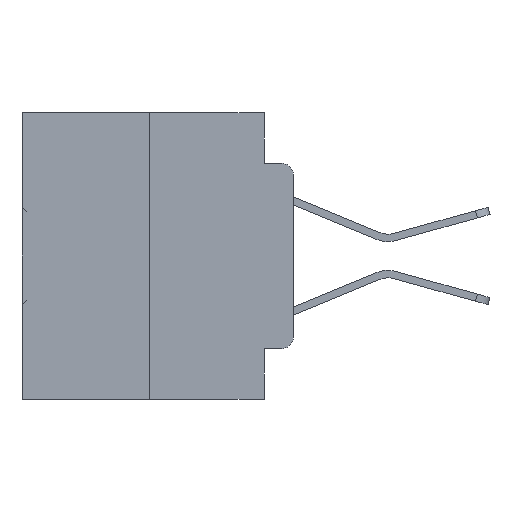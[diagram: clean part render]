
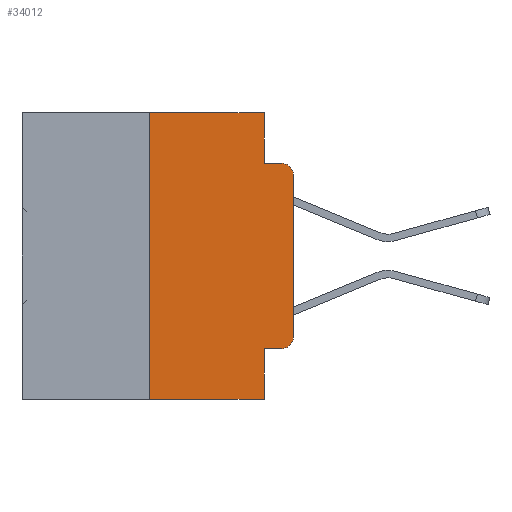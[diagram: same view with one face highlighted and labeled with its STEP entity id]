
A CAD part, left-side view. The second image highlights one B-rep face of the part: STEP entity #34012.
In plain terms, the highlighted planar face has unit normal (-1, 0, 0).
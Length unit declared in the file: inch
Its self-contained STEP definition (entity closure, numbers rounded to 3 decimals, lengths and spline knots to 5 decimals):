
#761 = ORIENTED_EDGE ( 'NONE', *, *, #25872, .F. ) ;
#1336 = CARTESIAN_POINT ( 'NONE',  ( 0., 0.473, 0. ) ) ;
#1744 = VECTOR ( 'NONE', #13051, 39.37008 ) ;
#1888 = DIRECTION ( 'NONE',  ( 0., 0., -1. ) ) ;
#3021 = CARTESIAN_POINT ( 'NONE',  ( 0., 0.473, 0. ) ) ;
#3937 = LINE ( 'NONE', #19064, #30228 ) ;
#4193 = DIRECTION ( 'NONE',  ( 1., 0., 0. ) ) ;
#4324 = ORIENTED_EDGE ( 'NONE', *, *, #8404, .F. ) ;
#4907 = CARTESIAN_POINT ( 'NONE',  ( 0., 0.02, -0.1085 ) ) ;
#5745 = VECTOR ( 'NONE', #1888, 39.37008 ) ;
#6238 = VECTOR ( 'NONE', #32903, 39.37008 ) ;
#6306 = CARTESIAN_POINT ( 'NONE',  ( 0., 0.051, -0.0885 ) ) ;
#6382 = VECTOR ( 'NONE', #18344, 39.37008 ) ;
#6997 = VERTEX_POINT ( 'NONE', #21640 ) ;
#7658 = DIRECTION ( 'NONE',  ( 0., 0., -1. ) ) ;
#8399 = CIRCLE ( 'NONE', #33919, 0.02 ) ;
#8404 = EDGE_CURVE ( 'NONE', #19939, #6997, #3937, .T. ) ;
#8806 = CARTESIAN_POINT ( 'NONE',  ( 0., 0., -0.3915 ) ) ;
#9614 = FACE_OUTER_BOUND ( 'NONE', #20029, .T. ) ;
#9860 = DIRECTION ( 'NONE',  ( 0., 0., 1. ) ) ;
#10292 = CARTESIAN_POINT ( 'NONE',  ( 0., 0.051, 0. ) ) ;
#10364 = ORIENTED_EDGE ( 'NONE', *, *, #28815, .F. ) ;
#10717 = CIRCLE ( 'NONE', #19694, 0.02 ) ;
#10771 = VERTEX_POINT ( 'NONE', #10292 ) ;
#11258 = ORIENTED_EDGE ( 'NONE', *, *, #33532, .F. ) ;
#12123 = CARTESIAN_POINT ( 'NONE',  ( 0., 0.02, -0.3915 ) ) ;
#12842 = CARTESIAN_POINT ( 'NONE',  ( 0., 0.473, -0.5 ) ) ;
#13051 = DIRECTION ( 'NONE',  ( 0., -1., 0. ) ) ;
#13617 = VERTEX_POINT ( 'NONE', #8806 ) ;
#13639 = VERTEX_POINT ( 'NONE', #19835 ) ;
#13930 = LINE ( 'NONE', #18594, #19445 ) ;
#13952 = ORIENTED_EDGE ( 'NONE', *, *, #20189, .T. ) ;
#14900 = DIRECTION ( 'NONE',  ( 0., 0., -1. ) ) ;
#15136 = ORIENTED_EDGE ( 'NONE', *, *, #28590, .T. ) ;
#15292 = CARTESIAN_POINT ( 'NONE',  ( 0., 0.02, -0.4115 ) ) ;
#16454 = LINE ( 'NONE', #34466, #1744 ) ;
#18015 = LINE ( 'NONE', #23437, #22677 ) ;
#18344 = DIRECTION ( 'NONE',  ( 0., -1., 0. ) ) ;
#18555 = ORIENTED_EDGE ( 'NONE', *, *, #23404, .F. ) ;
#18594 = CARTESIAN_POINT ( 'NONE',  ( 0., 0.051, -0.4115 ) ) ;
#19064 = CARTESIAN_POINT ( 'NONE',  ( 0., 0.051, 0. ) ) ;
#19445 = VECTOR ( 'NONE', #26563, 39.37008 ) ;
#19694 = AXIS2_PLACEMENT_3D ( 'NONE', #12123, #30941, #14900 ) ;
#19835 = CARTESIAN_POINT ( 'NONE',  ( 0., 0., -0.1085 ) ) ;
#19939 = VERTEX_POINT ( 'NONE', #32922 ) ;
#20029 = EDGE_LOOP ( 'NONE', ( #31881, #15136, #11258, #18555, #10364, #761, #32297, #4324, #13952, #22879 ) ) ;
#20189 = EDGE_CURVE ( 'NONE', #19939, #30264, #13930, .T. ) ;
#20405 = VERTEX_POINT ( 'NONE', #32890 ) ;
#20627 = LINE ( 'NONE', #21376, #33918 ) ;
#21372 = AXIS2_PLACEMENT_3D ( 'NONE', #1336, #4193, #23332 ) ;
#21376 = CARTESIAN_POINT ( 'NONE',  ( 0., 0., 0. ) ) ;
#21640 = CARTESIAN_POINT ( 'NONE',  ( 0., 0.051, -0.5 ) ) ;
#22319 = VERTEX_POINT ( 'NONE', #30442 ) ;
#22411 = VERTEX_POINT ( 'NONE', #6306 ) ;
#22677 = VECTOR ( 'NONE', #9860, 39.37008 ) ;
#22879 = ORIENTED_EDGE ( 'NONE', *, *, #30787, .T. ) ;
#23332 = DIRECTION ( 'NONE',  ( 0., 0., -1. ) ) ;
#23404 = EDGE_CURVE ( 'NONE', #10771, #22411, #25776, .T. ) ;
#23437 = CARTESIAN_POINT ( 'NONE',  ( 0., 0.25, 0. ) ) ;
#23993 = DIRECTION ( 'NONE',  ( -1., 0., 0. ) ) ;
#25776 = LINE ( 'NONE', #34365, #5745 ) ;
#25872 = EDGE_CURVE ( 'NONE', #20405, #29567, #18015, .T. ) ;
#26563 = DIRECTION ( 'NONE',  ( 0., -1., 0. ) ) ;
#26730 = DIRECTION ( 'NONE',  ( 0., 0., 1. ) ) ;
#26905 = DIRECTION ( 'NONE',  ( 0., 0., -1. ) ) ;
#27205 = LINE ( 'NONE', #12842, #6382 ) ;
#28546 = PLANE ( 'NONE',  #21372 ) ;
#28590 = EDGE_CURVE ( 'NONE', #13639, #22319, #8399, .T. ) ;
#28728 = LINE ( 'NONE', #3021, #6238 ) ;
#28815 = EDGE_CURVE ( 'NONE', #29567, #10771, #28728, .T. ) ;
#29567 = VERTEX_POINT ( 'NONE', #33798 ) ;
#29800 = EDGE_CURVE ( 'NONE', #13617, #13639, #20627, .T. ) ;
#30228 = VECTOR ( 'NONE', #26905, 39.37008 ) ;
#30264 = VERTEX_POINT ( 'NONE', #15292 ) ;
#30442 = CARTESIAN_POINT ( 'NONE',  ( 0., 0.02, -0.0885 ) ) ;
#30787 = EDGE_CURVE ( 'NONE', #30264, #13617, #10717, .T. ) ;
#30941 = DIRECTION ( 'NONE',  ( -1., 0., 0. ) ) ;
#30979 = EDGE_CURVE ( 'NONE', #20405, #6997, #27205, .T. ) ;
#31881 = ORIENTED_EDGE ( 'NONE', *, *, #29800, .T. ) ;
#32297 = ORIENTED_EDGE ( 'NONE', *, *, #30979, .T. ) ;
#32890 = CARTESIAN_POINT ( 'NONE',  ( 0., 0.25, -0.5 ) ) ;
#32903 = DIRECTION ( 'NONE',  ( 0., -1., 0. ) ) ;
#32922 = CARTESIAN_POINT ( 'NONE',  ( 0., 0.051, -0.4115 ) ) ;
#33532 = EDGE_CURVE ( 'NONE', #22411, #22319, #16454, .T. ) ;
#33798 = CARTESIAN_POINT ( 'NONE',  ( 0., 0.25, 0. ) ) ;
#33918 = VECTOR ( 'NONE', #26730, 39.37008 ) ;
#33919 = AXIS2_PLACEMENT_3D ( 'NONE', #4907, #23993, #7658 ) ;
#34012 = ADVANCED_FACE ( 'NONE', ( #9614 ), #28546, .F. ) ;
#34365 = CARTESIAN_POINT ( 'NONE',  ( 0., 0.051, 0. ) ) ;
#34466 = CARTESIAN_POINT ( 'NONE',  ( 0., 0.051, -0.0885 ) ) ;
